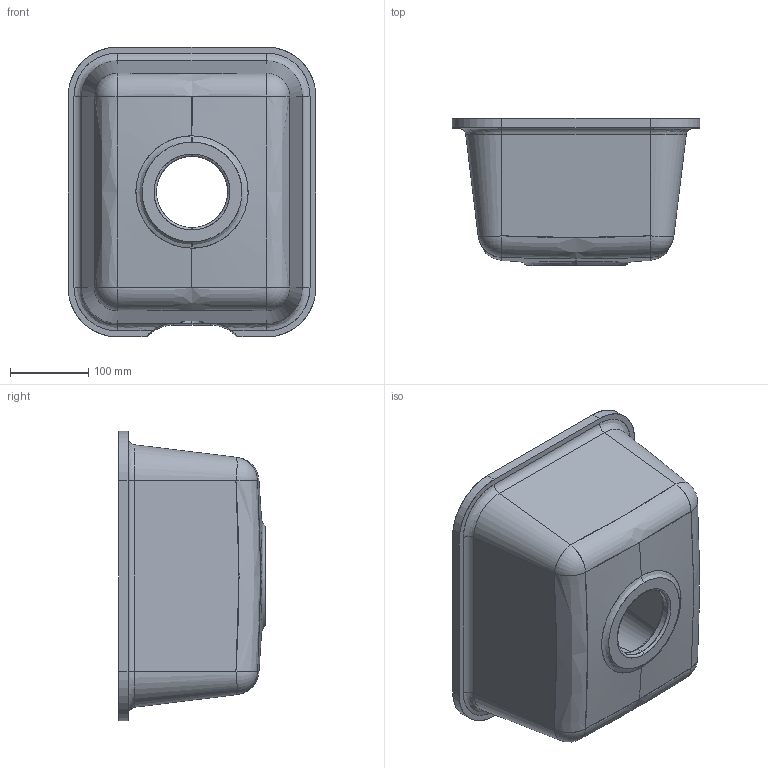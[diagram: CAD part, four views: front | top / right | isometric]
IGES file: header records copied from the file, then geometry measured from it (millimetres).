
Start section: SolidWorks IGES file using analytic representation for surfaces
Global section: file name: SWEET 809_OVFL.IGS; native system: SolidWorks 2014; preprocessor: SolidWorks 2014; author: Oficina Técnica; date: 200204.102042; units: millimetre
Bounding box: 316.65 x 187.55 x 370.11 mm (x, y, z)
Surface area: 526095 mm2 (no closed solid volume)
Topology: 0 solids, 0 shells, 82 faces, 1151 edges, 1147 vertices
Faces by surface type: bspline 53, revolution 29
